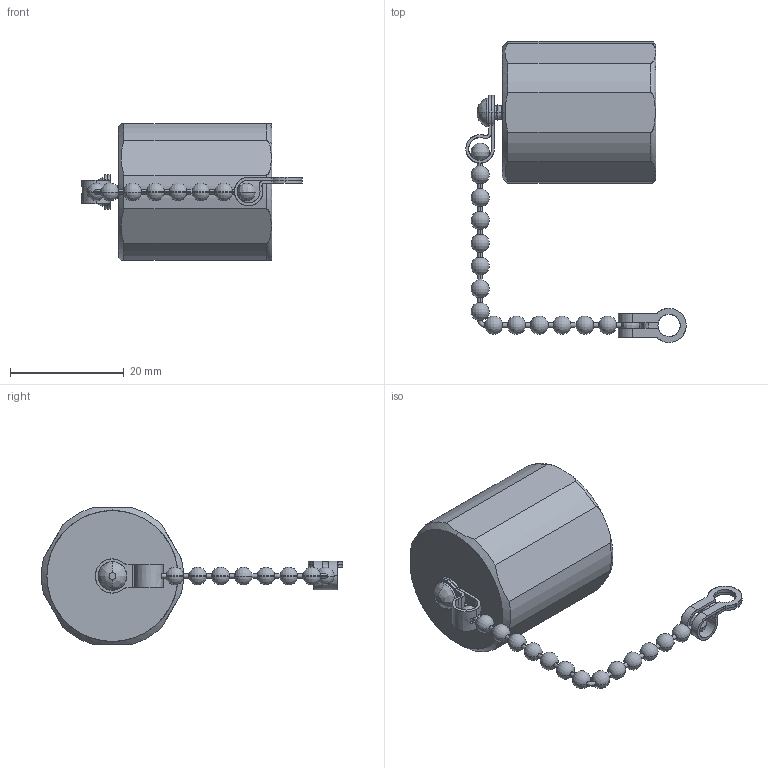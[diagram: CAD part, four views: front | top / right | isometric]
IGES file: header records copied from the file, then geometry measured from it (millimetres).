
Start section: SolidWorks IGES file using analytic representation for surfaces
Global section: file name: R331803010.IGS; native system: SolidWorks 2025; preprocessor: SolidWorks 2025; author: LELEU_P; date: 260108.151721; units: millimetre
Bounding box: 38.69 x 52.87 x 24 mm (x, y, z)
Surface area: 5187.6 mm2 (no closed solid volume)
Topology: 0 solids, 0 shells, 228 faces, 2342 edges, 2338 vertices
Faces by surface type: revolution 190, bspline 38
